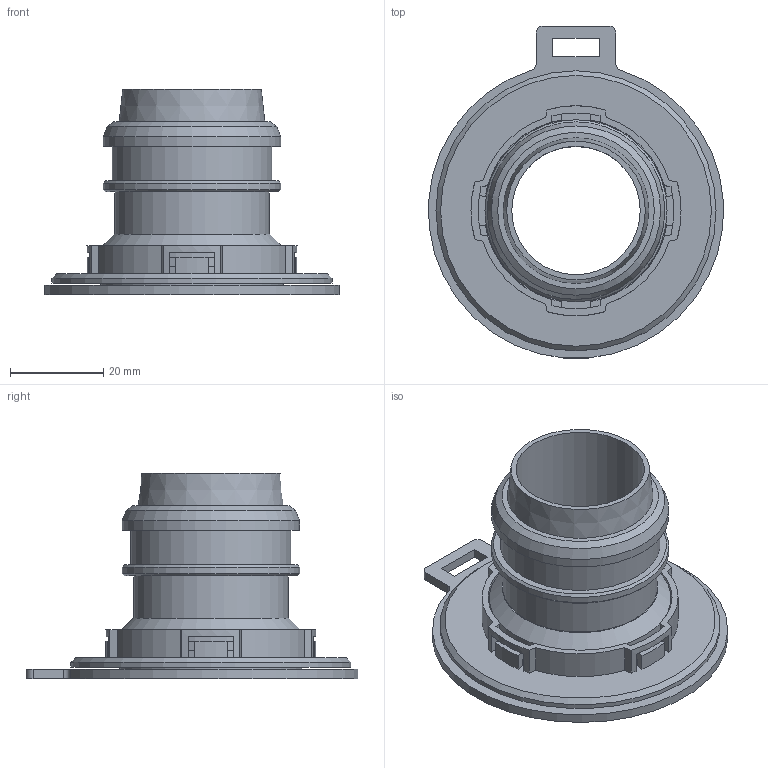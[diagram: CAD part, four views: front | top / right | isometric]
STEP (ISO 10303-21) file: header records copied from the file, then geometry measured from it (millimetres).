
FILE_DESCRIPTION(/* description */ (''),/* implementation_level */ '2;1');
FILE_NAME(/* name */ 'PAPR Hood Connector v1.step',/* time_stamp */ '2020-04-15T15:12:19-07:00',/* author */ (''),/* organization */ (''),/* preprocessor_version */ 'ST-DEVELOPER v18',/* originating_system */ 'Autodesk Translation Framework v8.12.0.6',/* authorisation */ '');
FILE_SCHEMA (('AUTOMOTIVE_DESIGN { 1 0 10303 214 3 1 1 }'));
Length unit declared in the file: millimetre
Products named in the file (3): PAPR Hood Connector; PAPR connect; Flange
Assembly tree (2 placements, depth 2):
  PAPR Hood Connector
    PAPR connect
    Flange
Bounding box: 63.15 x 71.12 x 44 mm (x, y, z)
Volume: 21894.4 mm3; surface area: 20402.2 mm2
Topology: 2 solids, 2 shells, 115 faces, 328 edges, 223 vertices
Faces by surface type: plane 57, cylinder 41, cone 17
Full cylindrical faces by diameter (mm): 27.5 x1, 30.031 x1, 33.06 x1, 34.031 x1, 34.26 x1, 37.8 x1, 38 x1, 38.06 x1, 39 x2, 39.4 x1, 60 x1
Entity records: 3936 total; most frequent: DIRECTION 705, CARTESIAN_POINT 671, ORIENTED_EDGE 656, EDGE_CURVE 328, AXIS2_PLACEMENT_3D 257, VERTEX_POINT 223, LINE 191, VECTOR 191
